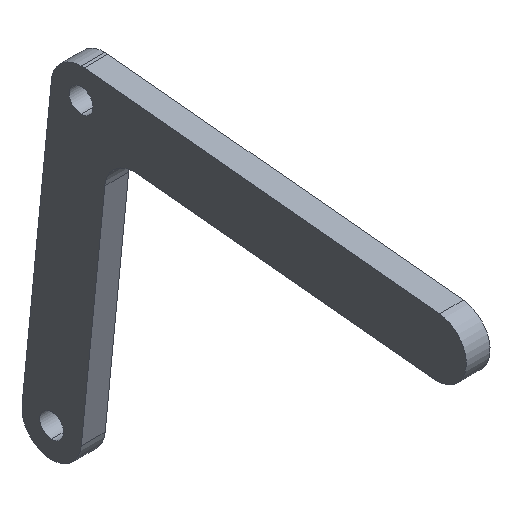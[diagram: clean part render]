
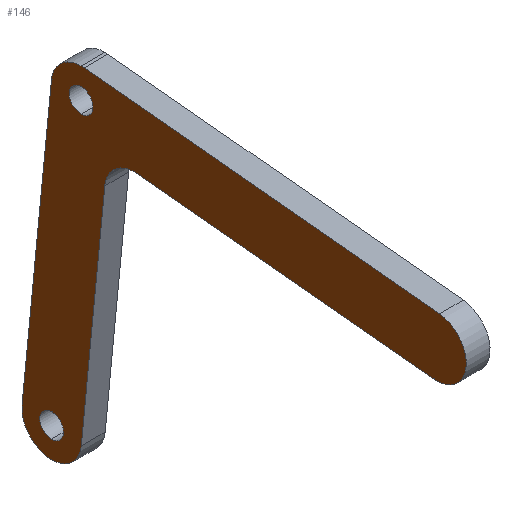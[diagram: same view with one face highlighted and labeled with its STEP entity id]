
A CAD part, isometric view. The second image highlights one B-rep face of the part: STEP entity #146.
In plain terms, the highlighted planar face has unit normal (-1, 0, 0).
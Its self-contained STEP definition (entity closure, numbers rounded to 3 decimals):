
#12 = AXIS2_PLACEMENT_3D ( 'NONE', #260, #23, #64 ) ;
#17 = EDGE_CURVE ( 'NONE', #543, #554, #484, .T. ) ;
#23 = DIRECTION ( 'NONE',  ( 1., 0., 0. ) ) ;
#27 = LINE ( 'NONE', #434, #279 ) ;
#31 = AXIS2_PLACEMENT_3D ( 'NONE', #413, #496, #536 ) ;
#32 = VERTEX_POINT ( 'NONE', #442 ) ;
#33 = EDGE_CURVE ( 'NONE', #337, #510, #27, .T. ) ;
#34 = CARTESIAN_POINT ( 'NONE',  ( 0., 5.205, -52.439 ) ) ;
#36 = EDGE_CURVE ( 'NONE', #159, #345, #521, .T. ) ;
#45 = CARTESIAN_POINT ( 'NONE',  ( 0., -41.492, -102.295 ) ) ;
#46 = VECTOR ( 'NONE', #176, 1000. ) ;
#61 = VERTEX_POINT ( 'NONE', #530 ) ;
#64 = DIRECTION ( 'NONE',  ( 0., 0., -1. ) ) ;
#70 = DIRECTION ( 'NONE',  ( 1., 0., 0. ) ) ;
#73 = AXIS2_PLACEMENT_3D ( 'NONE', #362, #314, #490 ) ;
#74 = ORIENTED_EDGE ( 'NONE', *, *, #200, .F. ) ;
#75 = AXIS2_PLACEMENT_3D ( 'NONE', #436, #70, #398 ) ;
#77 = CARTESIAN_POINT ( 'NONE',  ( 0., -41.455, -54.045 ) ) ;
#82 = EDGE_CURVE ( 'NONE', #554, #61, #85, .T. ) ;
#85 = CIRCLE ( 'NONE', #226, 5. ) ;
#89 = AXIS2_PLACEMENT_3D ( 'NONE', #232, #320, #495 ) ;
#93 = EDGE_CURVE ( 'NONE', #383, #32, #494, .T. ) ;
#96 = ORIENTED_EDGE ( 'NONE', *, *, #36, .F. ) ;
#113 = EDGE_CURVE ( 'NONE', #292, #403, #551, .T. ) ;
#120 = EDGE_CURVE ( 'NONE', #510, #121, #340, .T. ) ;
#121 = VERTEX_POINT ( 'NONE', #147 ) ;
#122 = CARTESIAN_POINT ( 'NONE',  ( 0., -36.517, -99.801 ) ) ;
#125 = DIRECTION ( 'NONE',  ( 0., 0., -1. ) ) ;
#126 = CIRCLE ( 'NONE', #283, 2. ) ;
#131 = FACE_OUTER_BOUND ( 'NONE', #278, .T. ) ;
#146 = ADVANCED_FACE ( 'NONE', ( #131, #589, #183 ), #328, .F. ) ;
#147 = CARTESIAN_POINT ( 'NONE',  ( 0., -31.541, -101.307 ) ) ;
#148 = ORIENTED_EDGE ( 'NONE', *, *, #120, .F. ) ;
#159 = VERTEX_POINT ( 'NONE', #191 ) ;
#168 = CARTESIAN_POINT ( 'NONE',  ( 0., -101.162, -57.971 ) ) ;
#174 = ORIENTED_EDGE ( 'NONE', *, *, #329, .T. ) ;
#176 = DIRECTION ( 'NONE',  ( 0., -0.995, -0.099 ) ) ;
#179 = CARTESIAN_POINT ( 'NONE',  ( 0., -41.455, -52.045 ) ) ;
#181 = CARTESIAN_POINT ( 'NONE',  ( 0., -36.517, -103.801 ) ) ;
#183 = FACE_BOUND ( 'NONE', #229, .T. ) ;
#187 = DIRECTION ( 'NONE',  ( 0., 0., -1. ) ) ;
#191 = CARTESIAN_POINT ( 'NONE',  ( 0., -101.656, -52.996 ) ) ;
#198 = ORIENTED_EDGE ( 'NONE', *, *, #113, .T. ) ;
#200 = EDGE_CURVE ( 'NONE', #61, #159, #566, .T. ) ;
#209 = DIRECTION ( 'NONE',  ( 1., 0., 0. ) ) ;
#210 = ORIENTED_EDGE ( 'NONE', *, *, #246, .T. ) ;
#217 = AXIS2_PLACEMENT_3D ( 'NONE', #545, #233, #321 ) ;
#226 = AXIS2_PLACEMENT_3D ( 'NONE', #179, #228, #187 ) ;
#228 = DIRECTION ( 'NONE',  ( 1., 0., 0. ) ) ;
#229 = EDGE_LOOP ( 'NONE', ( #210, #388 ) ) ;
#230 = CARTESIAN_POINT ( 'NONE',  ( 0., -41.455, -50.045 ) ) ;
#232 = CARTESIAN_POINT ( 'NONE',  ( 0., -50.419, -62.984 ) ) ;
#233 = DIRECTION ( 'NONE',  ( 1., 0., 0. ) ) ;
#235 = EDGE_CURVE ( 'NONE', #322, #586, #350, .T. ) ;
#246 = EDGE_CURVE ( 'NONE', #586, #322, #477, .T. ) ;
#254 = CARTESIAN_POINT ( 'NONE',  ( 0., 4.217, -42.488 ) ) ;
#258 = DIRECTION ( 'NONE',  ( 0., 0., -1. ) ) ;
#259 = DIRECTION ( 'NONE',  ( 0., -0.995, -0.099 ) ) ;
#260 = CARTESIAN_POINT ( 'NONE',  ( 0., -41.455, -52.045 ) ) ;
#268 = AXIS2_PLACEMENT_3D ( 'NONE', #168, #400, #125 ) ;
#272 = ORIENTED_EDGE ( 'NONE', *, *, #401, .T. ) ;
#273 = CARTESIAN_POINT ( 'NONE',  ( 0., -41.455, -47.045 ) ) ;
#278 = EDGE_LOOP ( 'NONE', ( #357, #330, #396, #96, #74, #464, #297, #272, #148, #493 ) ) ;
#279 = VECTOR ( 'NONE', #438, 1000. ) ;
#283 = AXIS2_PLACEMENT_3D ( 'NONE', #526, #209, #258 ) ;
#292 = VERTEX_POINT ( 'NONE', #122 ) ;
#297 = ORIENTED_EDGE ( 'NONE', *, *, #17, .F. ) ;
#311 = VECTOR ( 'NONE', #259, 1000. ) ;
#314 = DIRECTION ( 'NONE',  ( 1., 0., 0. ) ) ;
#315 = CARTESIAN_POINT ( 'NONE',  ( 0., -50.419, -57.984 ) ) ;
#316 = CARTESIAN_POINT ( 'NONE',  ( 0., -36.48, -51.551 ) ) ;
#320 = DIRECTION ( 'NONE',  ( 1., 0., 0. ) ) ;
#321 = DIRECTION ( 'NONE',  ( 0., 0., -1. ) ) ;
#322 = VERTEX_POINT ( 'NONE', #77 ) ;
#328 = PLANE ( 'NONE',  #73 ) ;
#329 = EDGE_CURVE ( 'NONE', #403, #292, #126, .T. ) ;
#330 = ORIENTED_EDGE ( 'NONE', *, *, #93, .T. ) ;
#337 = VERTEX_POINT ( 'NONE', #390 ) ;
#340 = CIRCLE ( 'NONE', #31, 5. ) ;
#345 = VERTEX_POINT ( 'NONE', #561 ) ;
#350 = CIRCLE ( 'NONE', #503, 2. ) ;
#352 = CIRCLE ( 'NONE', #89, 5. ) ;
#357 = ORIENTED_EDGE ( 'NONE', *, *, #565, .T. ) ;
#362 = CARTESIAN_POINT ( 'NONE',  ( 0., 0., 0. ) ) ;
#365 = DIRECTION ( 'NONE',  ( 0., 0., -1. ) ) ;
#368 = DIRECTION ( 'NONE',  ( 0., 0.099, -0.995 ) ) ;
#370 = CARTESIAN_POINT ( 'NONE',  ( 0., -36.517, -101.801 ) ) ;
#383 = VERTEX_POINT ( 'NONE', #315 ) ;
#388 = ORIENTED_EDGE ( 'NONE', *, *, #235, .T. ) ;
#389 = EDGE_CURVE ( 'NONE', #32, #345, #446, .T. ) ;
#390 = CARTESIAN_POINT ( 'NONE',  ( 0., -45.443, -62.49 ) ) ;
#393 = CARTESIAN_POINT ( 'NONE',  ( 0., -41.455, -52.045 ) ) ;
#396 = ORIENTED_EDGE ( 'NONE', *, *, #389, .T. ) ;
#398 = DIRECTION ( 'NONE',  ( 0., 0., -1. ) ) ;
#400 = DIRECTION ( 'NONE',  ( 1., 0., 0. ) ) ;
#401 = EDGE_CURVE ( 'NONE', #543, #121, #406, .T. ) ;
#403 = VERTEX_POINT ( 'NONE', #181 ) ;
#406 = LINE ( 'NONE', #579, #578 ) ;
#413 = CARTESIAN_POINT ( 'NONE',  ( 0., -36.517, -101.801 ) ) ;
#434 = CARTESIAN_POINT ( 'NONE',  ( 0., -51.142, -5.076 ) ) ;
#436 = CARTESIAN_POINT ( 'NONE',  ( 0., -41.455, -52.045 ) ) ;
#438 = DIRECTION ( 'NONE',  ( 0., 0.099, -0.995 ) ) ;
#442 = CARTESIAN_POINT ( 'NONE',  ( 0., -50.912, -58.008 ) ) ;
#446 = LINE ( 'NONE', #34, #46 ) ;
#459 = EDGE_LOOP ( 'NONE', ( #198, #174 ) ) ;
#462 = DIRECTION ( 'NONE',  ( 1., 0., 0. ) ) ;
#464 = ORIENTED_EDGE ( 'NONE', *, *, #82, .F. ) ;
#477 = CIRCLE ( 'NONE', #75, 2. ) ;
#484 = CIRCLE ( 'NONE', #12, 5. ) ;
#490 = DIRECTION ( 'NONE',  ( 0., 0., -1. ) ) ;
#493 = ORIENTED_EDGE ( 'NONE', *, *, #33, .F. ) ;
#494 = CIRCLE ( 'NONE', #217, 5. ) ;
#495 = DIRECTION ( 'NONE',  ( 0., 0., -1. ) ) ;
#496 = DIRECTION ( 'NONE',  ( 1., 0., 0. ) ) ;
#503 = AXIS2_PLACEMENT_3D ( 'NONE', #393, #527, #563 ) ;
#510 = VERTEX_POINT ( 'NONE', #45 ) ;
#521 = CIRCLE ( 'NONE', #268, 5. ) ;
#526 = CARTESIAN_POINT ( 'NONE',  ( 0., -36.517, -101.801 ) ) ;
#527 = DIRECTION ( 'NONE',  ( 1., 0., 0. ) ) ;
#530 = CARTESIAN_POINT ( 'NONE',  ( 0., -41.949, -47.07 ) ) ;
#536 = DIRECTION ( 'NONE',  ( 0., 0., -1. ) ) ;
#543 = VERTEX_POINT ( 'NONE', #316 ) ;
#545 = CARTESIAN_POINT ( 'NONE',  ( 0., -50.419, -62.984 ) ) ;
#551 = CIRCLE ( 'NONE', #567, 2. ) ;
#554 = VERTEX_POINT ( 'NONE', #273 ) ;
#561 = CARTESIAN_POINT ( 'NONE',  ( 0., -100.668, -62.947 ) ) ;
#563 = DIRECTION ( 'NONE',  ( 0., 0., -1. ) ) ;
#565 = EDGE_CURVE ( 'NONE', #337, #383, #352, .T. ) ;
#566 = LINE ( 'NONE', #254, #311 ) ;
#567 = AXIS2_PLACEMENT_3D ( 'NONE', #370, #462, #365 ) ;
#578 = VECTOR ( 'NONE', #368, 1000. ) ;
#579 = CARTESIAN_POINT ( 'NONE',  ( 0., -41.19, -4.088 ) ) ;
#586 = VERTEX_POINT ( 'NONE', #230 ) ;
#589 = FACE_BOUND ( 'NONE', #459, .T. ) ;
